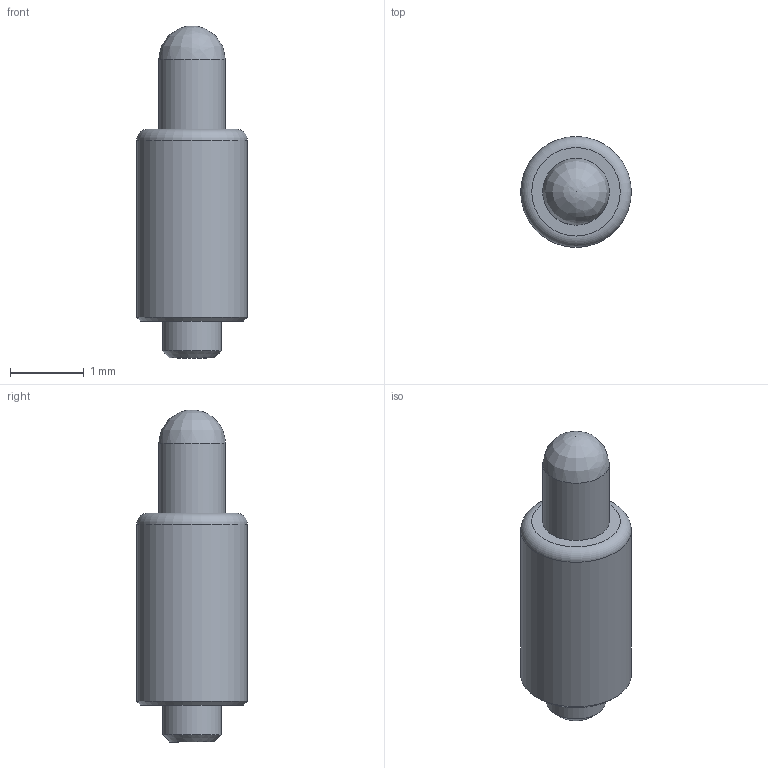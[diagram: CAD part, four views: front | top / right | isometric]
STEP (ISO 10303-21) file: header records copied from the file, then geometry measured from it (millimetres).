
FILE_DESCRIPTION(/* description */ ('STEP AP214'),/* implementation_level */ '2;1');
FILE_NAME(/* name */ 'Same_Sky_CPG-45-TH-TR.step',/* time_stamp */ '2025-04-24T20:54:54+02:00',/* author */ (''),/* organization */ (''),/* preprocessor_version */ 'ST-DEVELOPER v20.1',/* originating_system */ 'Autodesk Translation Framework v14.4.0.0',/* authorisation */ '');
FILE_SCHEMA (('AUTOMOTIVE_DESIGN { 1 0 10303 214 3 1 1 }'));
Length unit declared in the file: inch
Products named in the file (1): Same_Sky_CPG-45-TH-TR
Bounding box: 1.5 x 1.5 x 4.5 mm (x, y, z)
Volume: 5.6 mm3; surface area: 19.8 mm2
Topology: 1 solids, 1 shells, 10 faces, 19 edges, 12 vertices
Faces by surface type: cylinder 3, plane 3, cone 2, bspline 1, torus 1
Full cylindrical faces by diameter (mm): 0.8 x1, 0.903 x1, 1.5 x1
Entity records: 337 total; most frequent: CARTESIAN_POINT 85, DIRECTION 51, ORIENTED_EDGE 36, AXIS2_PLACEMENT_3D 23, EDGE_CURVE 18, CIRCLE 13, EDGE_LOOP 12, VERTEX_POINT 12
